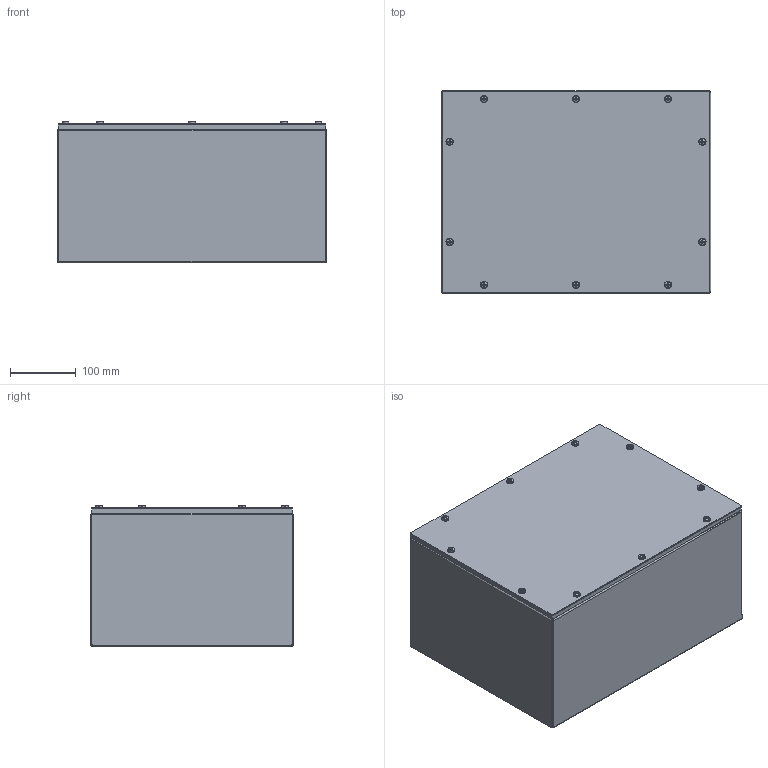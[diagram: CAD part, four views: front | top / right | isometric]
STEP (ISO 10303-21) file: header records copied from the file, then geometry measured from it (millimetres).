
FILE_DESCRIPTION(/* description */ ('WA_GSCSS, NEMA 4X, TUB, 12 X 16 X 8'),/* implementation_level */ '2;1');
FILE_NAME(/* name */ 'WA121608GSCSS.stp',/* time_stamp */ '2016-07-26T20:13:49+06:00',/* author */ ('rsundaram'),/* organization */ (''),/* preprocessor_version */ 'ST-DEVELOPER v16.1',/* originating_system */ 'Autodesk Inventor 2016',/* authorisation */ '');
FILE_SCHEMA (('AUTOMOTIVE_DESIGN { 1 0 10303 214 3 1 1 }'));
Length unit declared in the file: inch
Products named in the file (8): WA121608GSCSSBKP; WA1216GSCSSLID; 37210; 39035; 39077; 34984; WA1216GSCSSSTRIPGSK; WA121608GSCSS
Assembly tree (43 placements, depth 2):
  WA121608GSCSS
    WA121608GSCSSBKP
    WA1216GSCSSLID
    37210  x10
    39035  x10
    39077  x10
    34984  x10
    WA1216GSCSSSTRIPGSK
Bounding box: 409.57 x 307.98 x 215.35 mm (x, y, z)
Volume: 1218248.7 mm3; surface area: 1206917 mm2
Topology: 43 solids, 43 shells, 902 faces, 2238 edges, 1442 vertices
Faces by surface type: plane 494, cylinder 182, cone 130, torus 60, sphere 20, bspline 16
Full cylindrical faces by diameter (mm): 3.962 x10, 4.255 x10, 4.775 x10, 4.978 x10, 6.299 x10, 6.528 x10, 7.061 x10, 7.144 x10, 10.312 x10, 11.112 x10, 11.506 x10
Entity records: 7028 total; most frequent: CARTESIAN_POINT 1827, DIRECTION 1010, ORIENTED_EDGE 924, EDGE_CURVE 462, AXIS2_PLACEMENT_3D 373, VERTEX_POINT 312, EDGE_LOOP 282, LINE 264
